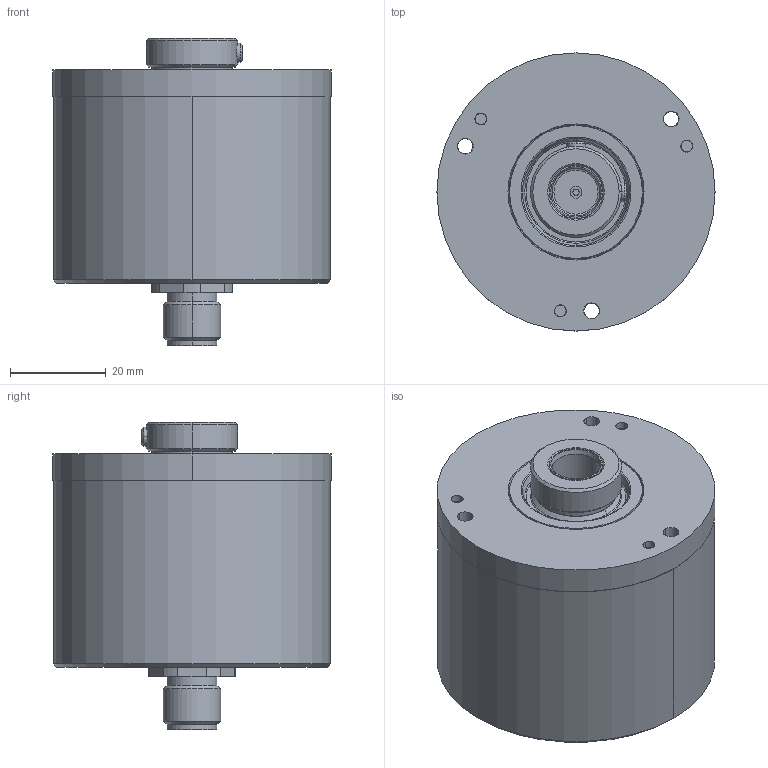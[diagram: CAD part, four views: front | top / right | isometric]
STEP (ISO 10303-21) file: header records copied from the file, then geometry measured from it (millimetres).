
FILE_DESCRIPTION((''),'2;1');
FILE_NAME('518617','2010-10-14T',('se2802'),(''),'PRO/ENGINEER BY PARAMETRIC TECHNOLOGY CORPORATION, 2010180','PRO/ENGINEER BY PARAMETRIC TECHNOLOGY CORPORATION, 2010180','');
FILE_SCHEMA(('CONFIG_CONTROL_DESIGN'));
Length unit declared in the file: millimetre
Products named in the file (1): 518617
Bounding box: 58 x 58 x 64.1 mm (x, y, z)
Volume: 69725.5 mm3; surface area: 39703.4 mm2
Topology: 5 solids, 10 shells, 1038 faces, 2871 edges, 1793 vertices
Faces by surface type: cylinder 448, plane 354, torus 107, cone 103, sphere 24, revolution 2
Entity records: 35195 total; most frequent: CARTESIAN_POINT 7822, DIRECTION 6160, ORIENTED_EDGE 5654, EDGE_CURVE 2827, AXIS2_PLACEMENT_3D 2469, VERTEX_POINT 1794, CIRCLE 1433, VECTOR 1220
